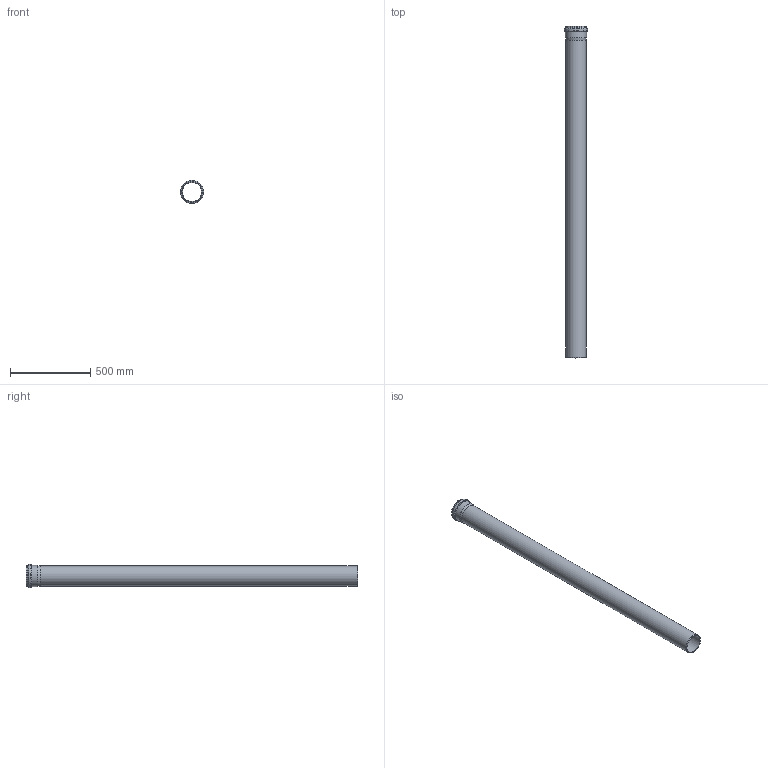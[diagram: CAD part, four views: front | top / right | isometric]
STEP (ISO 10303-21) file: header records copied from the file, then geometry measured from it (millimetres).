
FILE_DESCRIPTION(/* description */ (''),/* implementation_level */ '2;1');
FILE_NAME(/* name */ '770460 KG2000EM Rohr SN10 DN-OD125x2000.stp',/* time_stamp */ '2019-05-06T11:50:13+02:00',/* author */ ('user1'),/* organization */ (''),/* preprocessor_version */ 'ST-DEVELOPER v16.1',/* originating_system */ 'Autodesk Inventor 2016',/* authorisation */ '');
FILE_SCHEMA (('AUTOMOTIVE_DESIGN { 1 0 10303 214 3 1 1 }'));
Length unit declared in the file: millimetre
Products named in the file (1): 770460 KG2000EM Rohr SN10 DN-OD125x2000
Bounding box: 145.8 x 2073.7 x 145.8 mm (x, y, z)
Volume: 3080907.7 mm3; surface area: 1593808.1 mm2
Topology: 1 solids, 1 shells, 35 faces, 65 edges, 35 vertices
Faces by surface type: torus 14, cylinder 8, cone 8, plane 5
Full cylindrical faces by diameter (mm): 117.2 x1, 125 x1, 125.5 x2, 131.5 x1, 132.7 x1, 139.8 x1, 145.8 x1
Entity records: 732 total; most frequent: DIRECTION 142, CARTESIAN_POINT 106, AXIS2_PLACEMENT_3D 71, EDGE_LOOP 70, ORIENTED_EDGE 70, FACE_BOUND 35, FACE_OUTER_BOUND 35, CIRCLE 35
